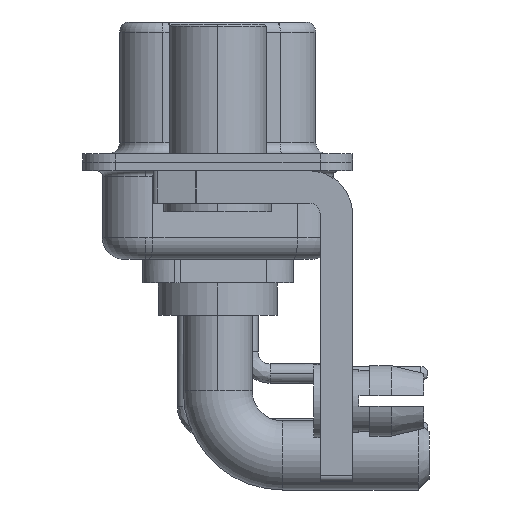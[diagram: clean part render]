
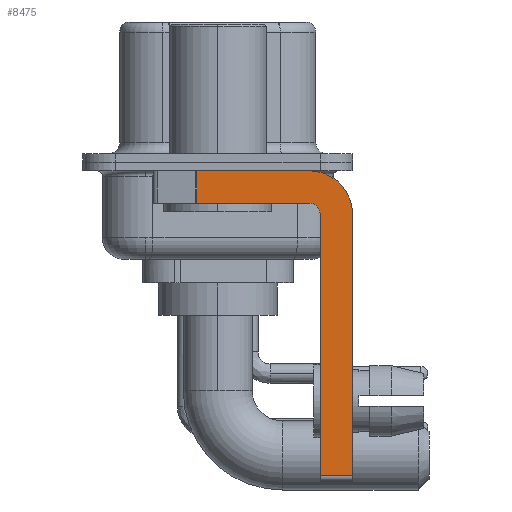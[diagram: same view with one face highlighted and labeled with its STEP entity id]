
A CAD part, left-side view. The second image highlights one B-rep face of the part: STEP entity #8475.
In plain terms, the highlighted planar face has unit normal (-1, 0, 0).
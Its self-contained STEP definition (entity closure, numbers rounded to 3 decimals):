
#111 = PLANE ( 'NONE',  #8880 ) ;
#513 = VERTEX_POINT ( 'NONE', #9820 ) ;
#1518 = LINE ( 'NONE', #20224, #4494 ) ;
#1590 = CIRCLE ( 'NONE', #23129, 2. ) ;
#2857 = CARTESIAN_POINT ( 'NONE',  ( -2.9, -4.25, -2.4 ) ) ;
#3412 = ORIENTED_EDGE ( 'NONE', *, *, #10277, .F. ) ;
#4108 = CIRCLE ( 'NONE', #21253, 0.5 ) ;
#4243 = DIRECTION ( 'NONE',  ( 0., -1., 0. ) ) ;
#4494 = VECTOR ( 'NONE', #5960, 1000. ) ;
#5240 = VECTOR ( 'NONE', #27637, 1000. ) ;
#5565 = ORIENTED_EDGE ( 'NONE', *, *, #23012, .F. ) ;
#5960 = DIRECTION ( 'NONE',  ( 0., 1., 0. ) ) ;
#6143 = EDGE_CURVE ( 'NONE', #20119, #29229, #4108, .T. ) ;
#6865 = CARTESIAN_POINT ( 'NONE',  ( -2.9, -4.75, -14.55 ) ) ;
#7496 = ORIENTED_EDGE ( 'NONE', *, *, #27271, .F. ) ;
#7580 = LINE ( 'NONE', #9703, #13581 ) ;
#8101 = LINE ( 'NONE', #15444, #28263 ) ;
#8356 = EDGE_CURVE ( 'NONE', #10793, #20130, #25137, .T. ) ;
#8412 = DIRECTION ( 'NONE',  ( 0., -1., 0. ) ) ;
#8475 = ADVANCED_FACE ( 'NONE', ( #14483 ), #111, .F. ) ;
#8880 = AXIS2_PLACEMENT_3D ( 'NONE', #2857, #24033, #12170 ) ;
#9703 = CARTESIAN_POINT ( 'NONE',  ( -2.9, -6.25, -2.4 ) ) ;
#9742 = VERTEX_POINT ( 'NONE', #22562 ) ;
#9820 = CARTESIAN_POINT ( 'NONE',  ( -2.9, -4.25, -0.4 ) ) ;
#10277 = EDGE_CURVE ( 'NONE', #513, #9742, #1590, .T. ) ;
#10448 = CARTESIAN_POINT ( 'NONE',  ( -2.9, -4.25, -1.9 ) ) ;
#10588 = CARTESIAN_POINT ( 'NONE',  ( -2.9, -4.25, -2.4 ) ) ;
#10622 = CARTESIAN_POINT ( 'NONE',  ( -2.9, 0.978, -1.9 ) ) ;
#10793 = VERTEX_POINT ( 'NONE', #6865 ) ;
#10836 = VECTOR ( 'NONE', #4243, 1000. ) ;
#10888 = CARTESIAN_POINT ( 'NONE',  ( -2.9, -4.75, -2.4 ) ) ;
#11095 = VECTOR ( 'NONE', #8412, 1000. ) ;
#11625 = LINE ( 'NONE', #23485, #5240 ) ;
#12170 = DIRECTION ( 'NONE',  ( 0., 0., -1. ) ) ;
#13581 = VECTOR ( 'NONE', #18623, 1000. ) ;
#14483 = FACE_OUTER_BOUND ( 'NONE', #22928, .T. ) ;
#15046 = DIRECTION ( 'NONE',  ( -1., 0., 0. ) ) ;
#15444 = CARTESIAN_POINT ( 'NONE',  ( -2.9, 0.978, -1.9 ) ) ;
#15486 = DIRECTION ( 'NONE',  ( 0., 0., -1. ) ) ;
#15604 = CARTESIAN_POINT ( 'NONE',  ( -2.9, 3., -0.4 ) ) ;
#17056 = ORIENTED_EDGE ( 'NONE', *, *, #27607, .T. ) ;
#17668 = CARTESIAN_POINT ( 'NONE',  ( -2.9, -4.25, -2.4 ) ) ;
#18623 = DIRECTION ( 'NONE',  ( 0., 0., -1. ) ) ;
#18812 = ORIENTED_EDGE ( 'NONE', *, *, #8356, .T. ) ;
#20119 = VERTEX_POINT ( 'NONE', #10888 ) ;
#20130 = VERTEX_POINT ( 'NONE', #24731 ) ;
#20224 = CARTESIAN_POINT ( 'NONE',  ( -2.9, -4.25, -1.9 ) ) ;
#20636 = ORIENTED_EDGE ( 'NONE', *, *, #6143, .F. ) ;
#21253 = AXIS2_PLACEMENT_3D ( 'NONE', #17668, #15046, #24450 ) ;
#22562 = CARTESIAN_POINT ( 'NONE',  ( -2.9, -6.25, -2.4 ) ) ;
#22928 = EDGE_LOOP ( 'NONE', ( #27193, #17056, #5565, #20636, #7496, #18812, #24849, #3412 ) ) ;
#23012 = EDGE_CURVE ( 'NONE', #29229, #26712, #1518, .T. ) ;
#23129 = AXIS2_PLACEMENT_3D ( 'NONE', #10588, #29501, #15486 ) ;
#23485 = CARTESIAN_POINT ( 'NONE',  ( -2.9, -4.75, -14.8 ) ) ;
#24033 = DIRECTION ( 'NONE',  ( 1., 0., 0. ) ) ;
#24391 = DIRECTION ( 'NONE',  ( 0., 0., -1. ) ) ;
#24450 = DIRECTION ( 'NONE',  ( 0., 0., 1. ) ) ;
#24731 = CARTESIAN_POINT ( 'NONE',  ( -2.9, -6.25, -14.55 ) ) ;
#24849 = ORIENTED_EDGE ( 'NONE', *, *, #28274, .F. ) ;
#25137 = LINE ( 'NONE', #25421, #10836 ) ;
#25421 = CARTESIAN_POINT ( 'NONE',  ( -2.9, -4.25, -14.55 ) ) ;
#26295 = VERTEX_POINT ( 'NONE', #30192 ) ;
#26685 = LINE ( 'NONE', #15604, #11095 ) ;
#26712 = VERTEX_POINT ( 'NONE', #10622 ) ;
#27193 = ORIENTED_EDGE ( 'NONE', *, *, #27597, .F. ) ;
#27271 = EDGE_CURVE ( 'NONE', #10793, #20119, #11625, .T. ) ;
#27597 = EDGE_CURVE ( 'NONE', #26295, #513, #26685, .T. ) ;
#27607 = EDGE_CURVE ( 'NONE', #26295, #26712, #8101, .T. ) ;
#27637 = DIRECTION ( 'NONE',  ( 0., 0., 1. ) ) ;
#28263 = VECTOR ( 'NONE', #24391, 1000. ) ;
#28274 = EDGE_CURVE ( 'NONE', #9742, #20130, #7580, .T. ) ;
#29229 = VERTEX_POINT ( 'NONE', #10448 ) ;
#29501 = DIRECTION ( 'NONE',  ( 1., 0., 0. ) ) ;
#30192 = CARTESIAN_POINT ( 'NONE',  ( -2.9, 0.978, -0.4 ) ) ;
